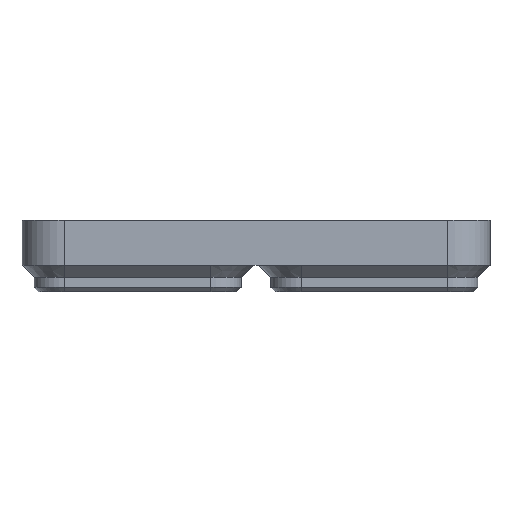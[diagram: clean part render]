
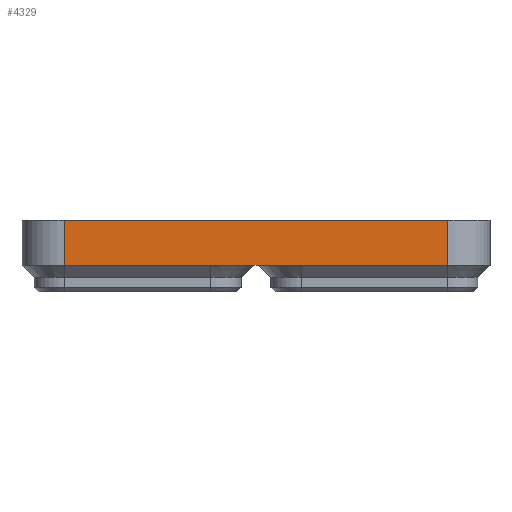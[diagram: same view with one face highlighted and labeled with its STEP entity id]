
A CAD part, front view. The second image highlights one B-rep face of the part: STEP entity #4329.
In plain terms, the highlighted planar face has unit normal (0, -1, 0).
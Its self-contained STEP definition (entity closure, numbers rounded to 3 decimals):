
#466=ORIENTED_EDGE('',*,*,#1764,.T.);
#467=ORIENTED_EDGE('',*,*,#1765,.T.);
#468=ORIENTED_EDGE('',*,*,#1761,.F.);
#469=ORIENTED_EDGE('',*,*,#1766,.F.);
#470=ORIENTED_EDGE('',*,*,#1705,.F.);
#471=ORIENTED_EDGE('',*,*,#1767,.F.);
#1705=EDGE_CURVE('',#2359,#2360,#2704,.T.);
#1761=EDGE_CURVE('',#2406,#2407,#2739,.T.);
#1764=EDGE_CURVE('',#2408,#2409,#2740,.T.);
#1765=EDGE_CURVE('',#2409,#2407,#2741,.T.);
#1766=EDGE_CURVE('',#2360,#2406,#2742,.T.);
#1767=EDGE_CURVE('',#2408,#2359,#2743,.T.);
#2359=VERTEX_POINT('',#6618);
#2360=VERTEX_POINT('',#6620);
#2406=VERTEX_POINT('',#6729);
#2407=VERTEX_POINT('',#6730);
#2408=VERTEX_POINT('',#6735);
#2409=VERTEX_POINT('',#6736);
#2704=LINE('',#6619,#3170);
#2739=LINE('',#6728,#3205);
#2740=LINE('',#6734,#3206);
#2741=LINE('',#6737,#3207);
#2742=LINE('',#6738,#3208);
#2743=LINE('',#6739,#3209);
#3170=VECTOR('',#5183,1000.);
#3205=VECTOR('',#5274,1000.);
#3206=VECTOR('',#5281,1000.);
#3207=VECTOR('',#5282,1000.);
#3208=VECTOR('',#5283,1000.);
#3209=VECTOR('',#5284,1000.);
#3616=EDGE_LOOP('',(#466,#467,#468,#469,#470,#471));
#3900=FACE_BOUND('',#3616,.T.);
#4180=PLANE('',#4678);
#4329=ADVANCED_FACE('',(#3900),#4180,.F.);
#4678=AXIS2_PLACEMENT_3D('',#6733,#5279,#5280);
#5183=DIRECTION('',(-1.,0.,0.));
#5274=DIRECTION('',(0.,0.,1.));
#5279=DIRECTION('',(0.,1.,0.));
#5280=DIRECTION('',(-1.,0.,0.));
#5281=DIRECTION('',(0.,0.,1.));
#5282=DIRECTION('',(-1.,0.,0.));
#5283=DIRECTION('',(-1.,0.,0.));
#5284=DIRECTION('',(-1.,0.,0.));
#6618=CARTESIAN_POINT('',(8.,-62.5,-1.));
#6619=CARTESIAN_POINT('',(0.,-62.5,-1.));
#6620=CARTESIAN_POINT('',(-8.,-62.5,-1.));
#6728=CARTESIAN_POINT('',(-34.,-62.5,-1.));
#6729=CARTESIAN_POINT('',(-34.,-62.5,-1.));
#6730=CARTESIAN_POINT('',(-34.,-62.5,7.));
#6733=CARTESIAN_POINT('',(0.,-62.5,-1.));
#6734=CARTESIAN_POINT('',(34.,-62.5,-1.));
#6735=CARTESIAN_POINT('',(34.,-62.5,-1.));
#6736=CARTESIAN_POINT('',(34.,-62.5,7.));
#6737=CARTESIAN_POINT('',(0.,-62.5,7.));
#6738=CARTESIAN_POINT('',(0.,-62.5,-1.));
#6739=CARTESIAN_POINT('',(0.,-62.5,-1.));
